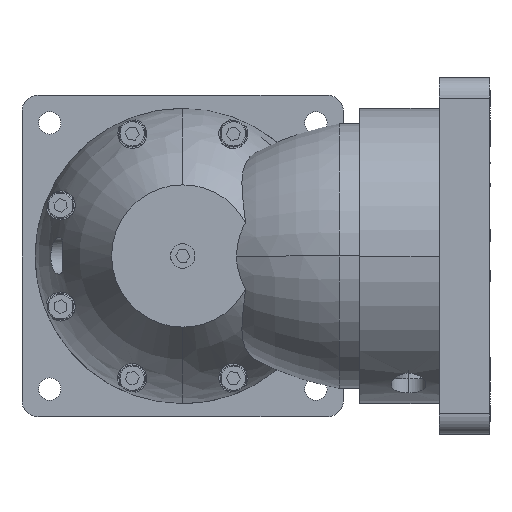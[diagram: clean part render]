
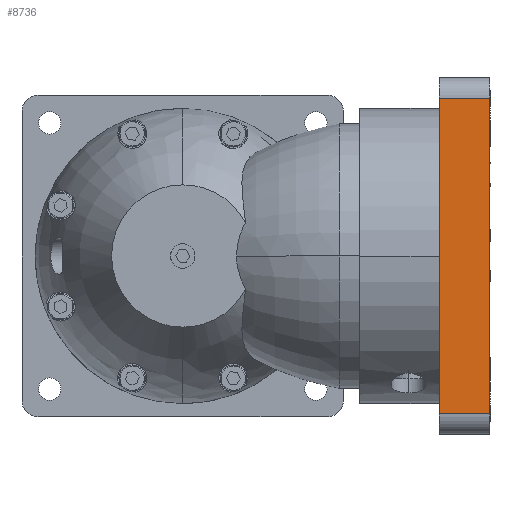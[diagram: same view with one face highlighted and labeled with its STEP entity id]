
A CAD part, left-side view. The second image highlights one B-rep face of the part: STEP entity #8736.
In plain terms, the highlighted planar face has unit normal (-1, 0, 0).
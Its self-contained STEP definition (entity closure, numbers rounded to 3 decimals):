
#195 = DIRECTION ( 'NONE',  ( 0., 0., -1. ) ) ;
#200 = EDGE_CURVE ( 'NONE', #3430, #5866, #7702, .T. ) ;
#213 = DIRECTION ( 'NONE',  ( 1., 0., 0. ) ) ;
#1573 = CARTESIAN_POINT ( 'NONE',  ( -87.5, -151., -77.5 ) ) ;
#2614 = LINE ( 'NONE', #13103, #16543 ) ;
#2638 = VECTOR ( 'NONE', #9411, 1000. ) ;
#2663 = ORIENTED_EDGE ( 'NONE', *, *, #200, .T. ) ;
#2804 = DIRECTION ( 'NONE',  ( 0., 1., 0. ) ) ;
#3348 = DIRECTION ( 'NONE',  ( 0., 0., -1. ) ) ;
#3430 = VERTEX_POINT ( 'NONE', #3990 ) ;
#3990 = CARTESIAN_POINT ( 'NONE',  ( -87.5, -151., 77.5 ) ) ;
#4455 = VERTEX_POINT ( 'NONE', #15197 ) ;
#4598 = VERTEX_POINT ( 'NONE', #1573 ) ;
#5294 = PLANE ( 'NONE',  #16357 ) ;
#5453 = LINE ( 'NONE', #10700, #2638 ) ;
#5866 = VERTEX_POINT ( 'NONE', #7859 ) ;
#7702 = LINE ( 'NONE', #7790, #13459 ) ;
#7790 = CARTESIAN_POINT ( 'NONE',  ( -87.5, -151., 77.5 ) ) ;
#7859 = CARTESIAN_POINT ( 'NONE',  ( -87.5, -126., 77.5 ) ) ;
#8263 = ORIENTED_EDGE ( 'NONE', *, *, #8698, .F. ) ;
#8698 = EDGE_CURVE ( 'NONE', #4598, #4455, #5453, .T. ) ;
#8736 = ADVANCED_FACE ( 'NONE', ( #16993 ), #5294, .F. ) ;
#9237 = CARTESIAN_POINT ( 'NONE',  ( -87.5, -151., 77.5 ) ) ;
#9411 = DIRECTION ( 'NONE',  ( 0., 1., 0. ) ) ;
#10700 = CARTESIAN_POINT ( 'NONE',  ( -87.5, -151., -77.5 ) ) ;
#11100 = EDGE_CURVE ( 'NONE', #5866, #4455, #14086, .T. ) ;
#12100 = EDGE_CURVE ( 'NONE', #3430, #4598, #2614, .T. ) ;
#12536 = CARTESIAN_POINT ( 'NONE',  ( -87.5, -126., 77.5 ) ) ;
#12635 = ORIENTED_EDGE ( 'NONE', *, *, #12100, .F. ) ;
#12699 = DIRECTION ( 'NONE',  ( 0., 1., 0. ) ) ;
#13103 = CARTESIAN_POINT ( 'NONE',  ( -87.5, -151., 77.5 ) ) ;
#13459 = VECTOR ( 'NONE', #12699, 1000. ) ;
#14086 = LINE ( 'NONE', #12536, #14271 ) ;
#14271 = VECTOR ( 'NONE', #3348, 1000. ) ;
#14606 = ORIENTED_EDGE ( 'NONE', *, *, #11100, .T. ) ;
#15197 = CARTESIAN_POINT ( 'NONE',  ( -87.5, -126., -77.5 ) ) ;
#16141 = EDGE_LOOP ( 'NONE', ( #14606, #8263, #12635, #2663 ) ) ;
#16357 = AXIS2_PLACEMENT_3D ( 'NONE', #9237, #213, #2804 ) ;
#16543 = VECTOR ( 'NONE', #195, 1000. ) ;
#16993 = FACE_OUTER_BOUND ( 'NONE', #16141, .T. ) ;
